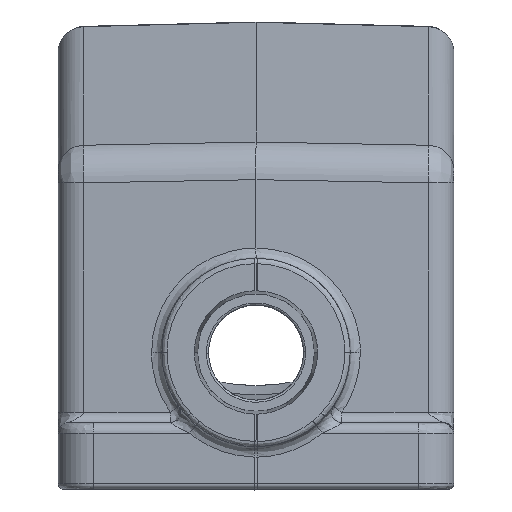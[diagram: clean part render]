
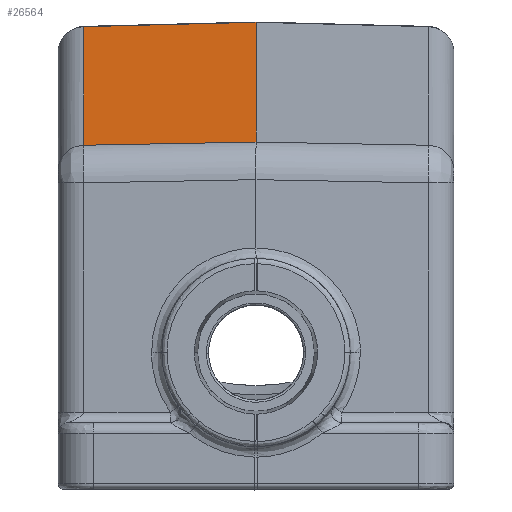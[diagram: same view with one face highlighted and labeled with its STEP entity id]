
A CAD part, top view. The second image highlights one B-rep face of the part: STEP entity #26564.
In plain terms, the highlighted planar face has unit normal (-0.026, 0.939, 0.342).
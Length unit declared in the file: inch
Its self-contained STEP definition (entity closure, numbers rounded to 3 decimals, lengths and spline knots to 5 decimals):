
#311 = CARTESIAN_POINT ( 'NONE',  ( -1.63154, 3.26106, -1.21867 ) ) ;
#801 = LINE ( 'NONE', #14986, #3287 ) ;
#1318 = DIRECTION ( 'NONE',  ( -0.026, 0.939, 0.342 ) ) ;
#2618 = LINE ( 'NONE', #31484, #36791 ) ;
#3287 = VECTOR ( 'NONE', #26594, 39.37008 ) ;
#3583 = ORIENTED_EDGE ( 'NONE', *, *, #10217, .T. ) ;
#4663 = CARTESIAN_POINT ( 'NONE',  ( -1.63154, 4.38989, -4.32011 ) ) ;
#6786 = FACE_OUTER_BOUND ( 'NONE', #18857, .T. ) ;
#10052 = ORIENTED_EDGE ( 'NONE', *, *, #26306, .F. ) ;
#10217 = EDGE_CURVE ( 'NONE', #13857, #12359, #17415, .T. ) ;
#11693 = VERTEX_POINT ( 'NONE', #15557 ) ;
#12359 = VERTEX_POINT ( 'NONE', #4663 ) ;
#12794 = ORIENTED_EDGE ( 'NONE', *, *, #26210, .T. ) ;
#13857 = VERTEX_POINT ( 'NONE', #15902 ) ;
#14986 = CARTESIAN_POINT ( 'NONE',  ( 0., 4.45008, -4.36056 ) ) ;
#15017 = VERTEX_POINT ( 'NONE', #311 ) ;
#15520 = PLANE ( 'NONE',  #26330 ) ;
#15557 = CARTESIAN_POINT ( 'NONE',  ( 0., 3.29097, -1.17595 ) ) ;
#15902 = CARTESIAN_POINT ( 'NONE',  ( 0., 4.43136, -4.30913 ) ) ;
#17415 = LINE ( 'NONE', #25231, #26123 ) ;
#17654 = ORIENTED_EDGE ( 'NONE', *, *, #22608, .F. ) ;
#18857 = EDGE_LOOP ( 'NONE', ( #17654, #12794, #3583, #10052 ) ) ;
#22608 = EDGE_CURVE ( 'NONE', #11693, #15017, #2618, .T. ) ;
#23579 = DIRECTION ( 'NONE',  ( 0., 0.342, -0.94 ) ) ;
#25231 = CARTESIAN_POINT ( 'NONE',  ( 0., 4.43136, -4.30913 ) ) ;
#26123 = VECTOR ( 'NONE', #33965, 39.37008 ) ;
#26210 = EDGE_CURVE ( 'NONE', #11693, #13857, #801, .T. ) ;
#26306 = EDGE_CURVE ( 'NONE', #15017, #12359, #34961, .T. ) ;
#26330 = AXIS2_PLACEMENT_3D ( 'NONE', #33024, #1318, #30147 ) ;
#26564 = ADVANCED_FACE ( '876', ( #6786 ), #15520, .T. ) ;
#26594 = DIRECTION ( 'NONE',  ( 0., 0.342, -0.94 ) ) ;
#26782 = CARTESIAN_POINT ( 'NONE',  ( -1.63154, 3.24788, -1.18248 ) ) ;
#30147 = DIRECTION ( 'NONE',  ( 0., -0.342, 0.94 ) ) ;
#31484 = CARTESIAN_POINT ( 'NONE',  ( 6.76507, 3.41501, -0.9988 ) ) ;
#32236 = DIRECTION ( 'NONE',  ( -0.999, -0.018, -0.026 ) ) ;
#33018 = VECTOR ( 'NONE', #23579, 39.37008 ) ;
#33024 = CARTESIAN_POINT ( 'NONE',  ( 0., 4.45008, -4.36056 ) ) ;
#33965 = DIRECTION ( 'NONE',  ( -1., -0.025, -0.007 ) ) ;
#34961 = LINE ( 'NONE', #26782, #33018 ) ;
#36791 = VECTOR ( 'NONE', #32236, 39.37008 ) ;
